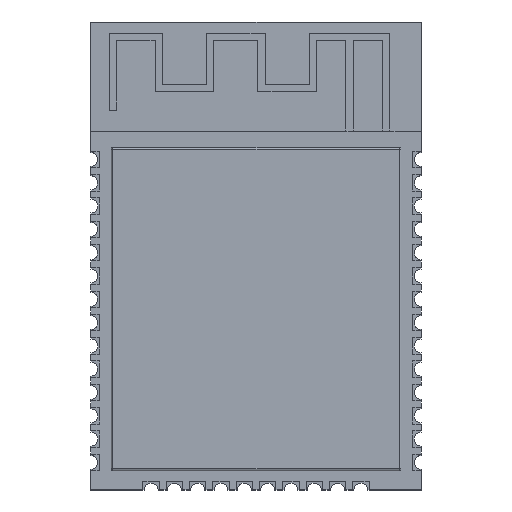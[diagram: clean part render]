
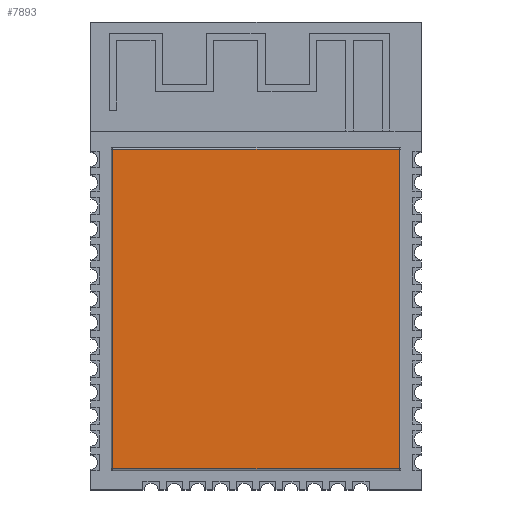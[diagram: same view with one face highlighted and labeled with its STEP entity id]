
A CAD part, top view. The second image highlights one B-rep face of the part: STEP entity #7893.
In plain terms, the highlighted planar face has unit normal (0, 0, 1).
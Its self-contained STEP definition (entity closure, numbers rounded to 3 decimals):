
#4 = CARTESIAN_POINT ( 'NONE',  ( 7.9, -11.6, 2.7 ) ) ;
#236 = VECTOR ( 'NONE', #9138, 1000. ) ;
#1049 = DIRECTION ( 'NONE',  ( -1., 0., 0. ) ) ;
#1059 = DIRECTION ( 'NONE',  ( 0., 0., 1. ) ) ;
#1108 = DIRECTION ( 'NONE',  ( 0., -1., 0. ) ) ;
#1315 = VERTEX_POINT ( 'NONE', #5990 ) ;
#1602 = ORIENTED_EDGE ( 'NONE', *, *, #9578, .T. ) ;
#3541 = CARTESIAN_POINT ( 'NONE',  ( 7.8, 5.9, 2.7 ) ) ;
#3748 = ORIENTED_EDGE ( 'NONE', *, *, #4633, .T. ) ;
#4305 = LINE ( 'NONE', #4, #4663 ) ;
#4586 = FACE_OUTER_BOUND ( 'NONE', #8647, .T. ) ;
#4633 = EDGE_CURVE ( 'NONE', #6823, #7483, #4305, .T. ) ;
#4663 = VECTOR ( 'NONE', #5628, 1000. ) ;
#5196 = CARTESIAN_POINT ( 'NONE',  ( 7.8, -11.6, 2.7 ) ) ;
#5396 = CARTESIAN_POINT ( 'NONE',  ( -7.9, 5.8, 2.7 ) ) ;
#5403 = CARTESIAN_POINT ( 'NONE',  ( 0., 0., 2.7 ) ) ;
#5452 = CARTESIAN_POINT ( 'NONE',  ( -7.8, -11.7, 2.7 ) ) ;
#5628 = DIRECTION ( 'NONE',  ( 1., 0., 0. ) ) ;
#5990 = CARTESIAN_POINT ( 'NONE',  ( -7.8, 5.8, 2.7 ) ) ;
#6576 = EDGE_CURVE ( 'NONE', #8975, #1315, #9681, .T. ) ;
#6669 = DIRECTION ( 'NONE',  ( 1., 0., 0. ) ) ;
#6690 = CARTESIAN_POINT ( 'NONE',  ( 7.8, 5.8, 2.7 ) ) ;
#6800 = VECTOR ( 'NONE', #1108, 1000. ) ;
#6823 = VERTEX_POINT ( 'NONE', #9853 ) ;
#7483 = VERTEX_POINT ( 'NONE', #5196 ) ;
#7678 = AXIS2_PLACEMENT_3D ( 'NONE', #5403, #1059, #6669 ) ;
#7856 = LINE ( 'NONE', #3541, #236 ) ;
#7893 = ADVANCED_FACE ( 'NONE', ( #4586 ), #9690, .T. ) ;
#8540 = ORIENTED_EDGE ( 'NONE', *, *, #9883, .T. ) ;
#8624 = VECTOR ( 'NONE', #1049, 1000. ) ;
#8647 = EDGE_LOOP ( 'NONE', ( #1602, #3748, #8540, #9769 ) ) ;
#8975 = VERTEX_POINT ( 'NONE', #6690 ) ;
#9138 = DIRECTION ( 'NONE',  ( 0., 1., 0. ) ) ;
#9578 = EDGE_CURVE ( 'NONE', #1315, #6823, #9735, .T. ) ;
#9681 = LINE ( 'NONE', #5396, #8624 ) ;
#9690 = PLANE ( 'NONE',  #7678 ) ;
#9735 = LINE ( 'NONE', #5452, #6800 ) ;
#9769 = ORIENTED_EDGE ( 'NONE', *, *, #6576, .T. ) ;
#9853 = CARTESIAN_POINT ( 'NONE',  ( -7.8, -11.6, 2.7 ) ) ;
#9883 = EDGE_CURVE ( 'NONE', #7483, #8975, #7856, .T. ) ;
